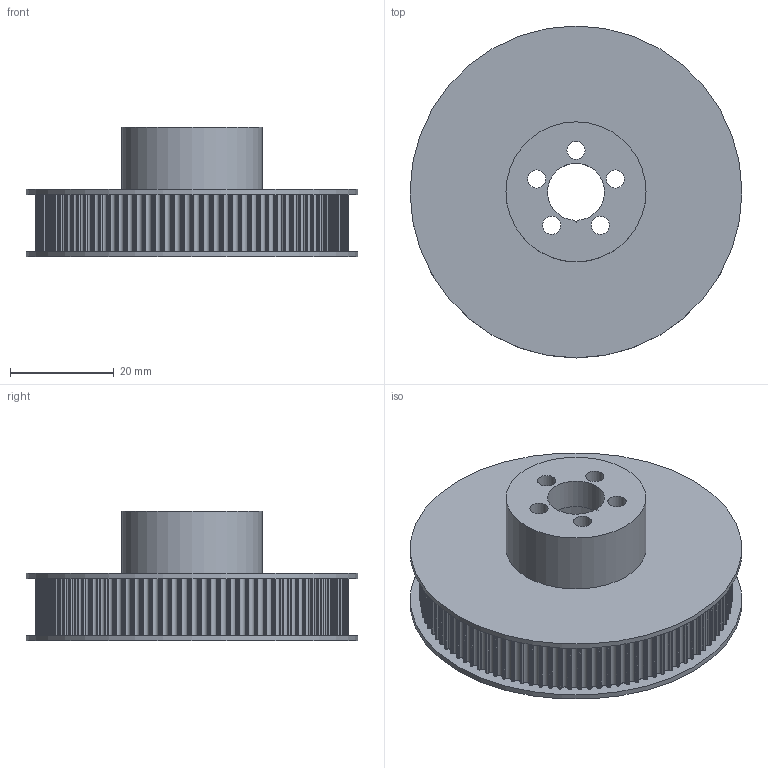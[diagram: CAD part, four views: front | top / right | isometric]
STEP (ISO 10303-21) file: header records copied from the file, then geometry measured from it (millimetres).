
FILE_DESCRIPTION(/* description */ (''),/* implementation_level */ '2;1');
FILE_NAME(/* name */ 'External2 v4.step',/* time_stamp */ '2024-05-28T16:34:31+02:00',/* author */ (''),/* organization */ (''),/* preprocessor_version */ 'ST-DEVELOPER v20',/* originating_system */ 'Autodesk Translation Framework v13.14.0.145',/* authorisation */ '');
FILE_SCHEMA (('AUTOMOTIVE_DESIGN { 1 0 10303 214 3 1 1 }'));
Length unit declared in the file: millimetre
Products named in the file (1): External2
Bounding box: 64 x 64 x 25 mm (x, y, z)
Volume: 17758.9 mm3; surface area: 13699.5 mm2
Topology: 1 solids, 1 shells, 713 faces, 2118 edges, 1412 vertices
Faces by surface type: cylinder 505, plane 207, bspline 1
Full cylindrical faces by diameter (mm): 3.5 x5, 22 x1, 27 x1, 64 x2
Entity records: 24609 total; most frequent: DIRECTION 4553, CARTESIAN_POINT 4420, ORIENTED_EDGE 4236, EDGE_CURVE 2118, AXIS2_PLACEMENT_3D 1724, VERTEX_POINT 1412, LINE 1105, VECTOR 1105
